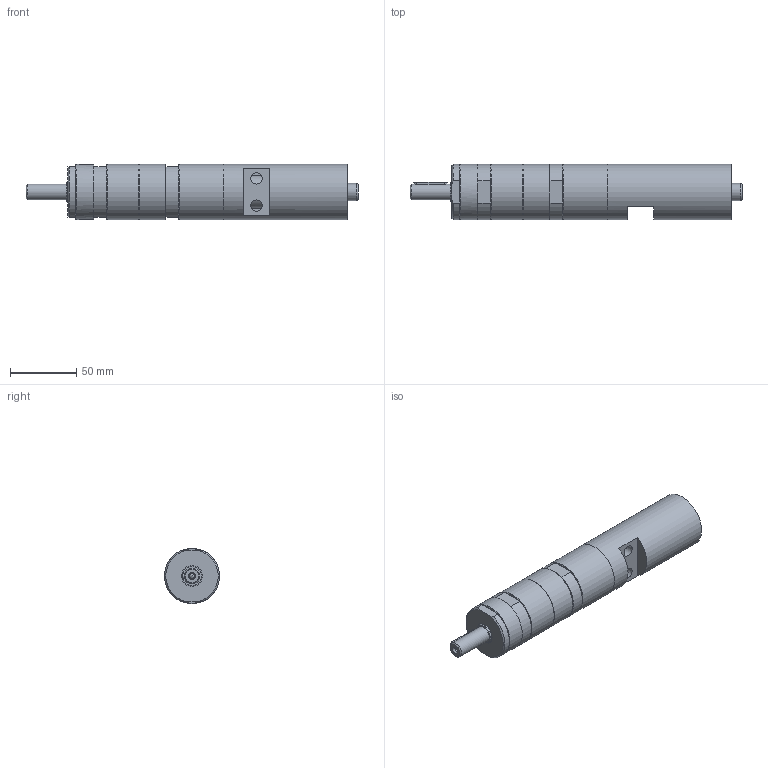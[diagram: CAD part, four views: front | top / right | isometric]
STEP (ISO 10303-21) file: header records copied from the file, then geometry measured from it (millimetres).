
FILE_DESCRIPTION(/* description */ (''),/* implementation_level */ '2;1');
FILE_NAME(/* name */ 'MUB 23-190_60009085.stp',/* time_stamp */ '2019-05-20T15:40:52+02:00',/* author */ ('flambert'),/* organization */ (''),/* preprocessor_version */ 'ST-DEVELOPER v17',/* originating_system */ 'Autodesk Inventor 2018',/* authorisation */ '');
FILE_SCHEMA (('AUTOMOTIVE_DESIGN { 1 0 10303 214 3 1 1 }'));
Length unit declared in the file: millimetre
Products named in the file (1): MUB 23-190_60009085
Bounding box: 250.2 x 41.5 x 41.5 mm (x, y, z)
Volume: 281348.4 mm3; surface area: 35607.8 mm2
Topology: 1 solids, 6 shells, 130 faces, 337 edges, 230 vertices
Faces by surface type: plane 62, cylinder 45, cone 20, torus 3
Full cylindrical faces by diameter (mm): 3.242 x1, 8 x1, 8.5 x1, 8.566 x2, 12 x1, 13 x1, 14.95 x1, 16 x1, 36 x1, 39 x1, 39.5 x1, 41.5 x5
Entity records: 4454 total; most frequent: CARTESIAN_POINT 988, DIRECTION 729, ORIENTED_EDGE 670, EDGE_CURVE 335, AXIS2_PLACEMENT_3D 307, VERTEX_POINT 230, CIRCLE 176, EDGE_LOOP 145
